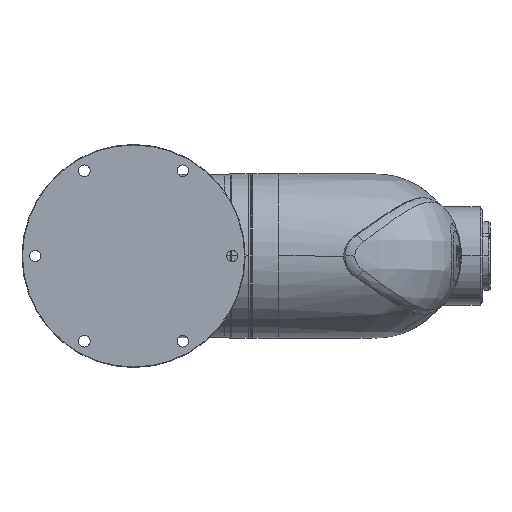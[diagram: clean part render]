
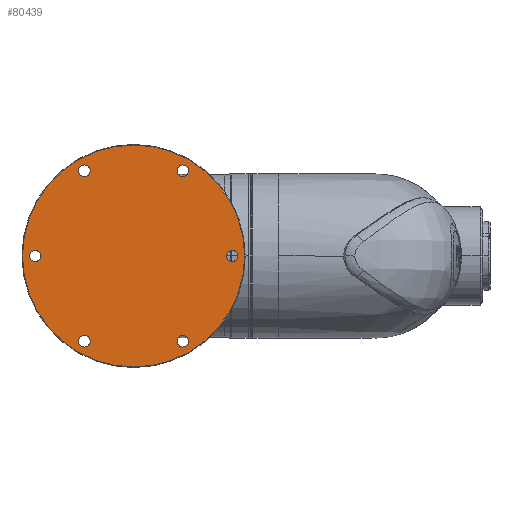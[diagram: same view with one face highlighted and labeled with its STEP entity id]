
A CAD part, front view. The second image highlights one B-rep face of the part: STEP entity #80439.
In plain terms, the highlighted planar face has unit normal (0, -1, 0).
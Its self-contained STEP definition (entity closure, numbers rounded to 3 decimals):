
#117 = VERTEX_POINT ( 'NONE', #72707 ) ;
#793 = VERTEX_POINT ( 'NONE', #8706 ) ;
#1146 = VERTEX_POINT ( 'NONE', #13455 ) ;
#1192 = CIRCLE ( 'NONE', #54228, 5.25 ) ;
#1531 = EDGE_CURVE ( 'NONE', #12374, #39735, #50641, .T. ) ;
#1873 = DIRECTION ( 'NONE',  ( 0., -1., 0. ) ) ;
#2290 = ORIENTED_EDGE ( 'NONE', *, *, #86971, .F. ) ;
#2575 = EDGE_CURVE ( 'NONE', #12670, #51728, #41798, .T. ) ;
#3485 = ORIENTED_EDGE ( 'NONE', *, *, #1531, .F. ) ;
#8270 = EDGE_CURVE ( 'NONE', #51728, #12670, #57364, .T. ) ;
#8706 = CARTESIAN_POINT ( 'NONE',  ( 45., 0., -72.692 ) ) ;
#9696 = DIRECTION ( 'NONE',  ( 0., -1., 0. ) ) ;
#12256 = CARTESIAN_POINT ( 'NONE',  ( -45., 0., -77.942 ) ) ;
#12374 = VERTEX_POINT ( 'NONE', #88235 ) ;
#12441 = CIRCLE ( 'NONE', #44315, 101.5 ) ;
#12670 = VERTEX_POINT ( 'NONE', #12759 ) ;
#12759 = CARTESIAN_POINT ( 'NONE',  ( -90., 0., -5.25 ) ) ;
#13455 = CARTESIAN_POINT ( 'NONE',  ( 90., 0., -5.25 ) ) ;
#14679 = VERTEX_POINT ( 'NONE', #68444 ) ;
#14822 = ORIENTED_EDGE ( 'NONE', *, *, #88379, .F. ) ;
#14846 = EDGE_LOOP ( 'NONE', ( #42902, #87855 ) ) ;
#16099 = CIRCLE ( 'NONE', #48013, 5.25 ) ;
#17522 = CIRCLE ( 'NONE', #63139, 5.25 ) ;
#18021 = DIRECTION ( 'NONE',  ( 0., -1., 0. ) ) ;
#18502 = CARTESIAN_POINT ( 'NONE',  ( -45., 0., 77.942 ) ) ;
#19145 = CARTESIAN_POINT ( 'NONE',  ( -90., 0., 5.25 ) ) ;
#20116 = CARTESIAN_POINT ( 'NONE',  ( -45., 0., -83.192 ) ) ;
#20157 = ORIENTED_EDGE ( 'NONE', *, *, #89909, .T. ) ;
#20486 = EDGE_CURVE ( 'NONE', #62623, #38387, #27680, .T. ) ;
#21129 = ORIENTED_EDGE ( 'NONE', *, *, #34373, .F. ) ;
#21292 = ORIENTED_EDGE ( 'NONE', *, *, #87043, .F. ) ;
#22524 = FACE_BOUND ( 'NONE', #83223, .T. ) ;
#23460 = EDGE_CURVE ( 'NONE', #38387, #62623, #92470, .T. ) ;
#23718 = DIRECTION ( 'NONE',  ( 0., -1., 0. ) ) ;
#24327 = CIRCLE ( 'NONE', #44009, 5.25 ) ;
#24396 = FACE_BOUND ( 'NONE', #74957, .T. ) ;
#24803 = DIRECTION ( 'NONE',  ( 0., -1., 0. ) ) ;
#25034 = CIRCLE ( 'NONE', #59950, 5.25 ) ;
#25147 = DIRECTION ( 'NONE',  ( 0., 0., 1. ) ) ;
#25165 = CARTESIAN_POINT ( 'NONE',  ( 45., 0., -77.942 ) ) ;
#25734 = CARTESIAN_POINT ( 'NONE',  ( 45., 0., 77.942 ) ) ;
#27680 = CIRCLE ( 'NONE', #30641, 5.25 ) ;
#28068 = AXIS2_PLACEMENT_3D ( 'NONE', #45600, #80727, #87811 ) ;
#29532 = CIRCLE ( 'NONE', #41727, 5.25 ) ;
#30641 = AXIS2_PLACEMENT_3D ( 'NONE', #12256, #89611, #83949 ) ;
#31479 = CARTESIAN_POINT ( 'NONE',  ( 0., 0., 0. ) ) ;
#31961 = DIRECTION ( 'NONE',  ( 0., -1., 0. ) ) ;
#32564 = EDGE_LOOP ( 'NONE', ( #3485, #21292 ) ) ;
#33783 = DIRECTION ( 'NONE',  ( 0., -1., 0. ) ) ;
#34373 = EDGE_CURVE ( 'NONE', #84627, #1146, #17522, .T. ) ;
#35385 = VERTEX_POINT ( 'NONE', #84502 ) ;
#35785 = EDGE_LOOP ( 'NONE', ( #2290, #44988 ) ) ;
#36581 = EDGE_CURVE ( 'NONE', #793, #14679, #1192, .T. ) ;
#38387 = VERTEX_POINT ( 'NONE', #81836 ) ;
#38415 = CARTESIAN_POINT ( 'NONE',  ( 45., 0., 77.942 ) ) ;
#38618 = PLANE ( 'NONE',  #67758 ) ;
#39735 = VERTEX_POINT ( 'NONE', #50912 ) ;
#40056 = DIRECTION ( 'NONE',  ( 0., 0., 1. ) ) ;
#40062 = VERTEX_POINT ( 'NONE', #60974 ) ;
#40420 = CIRCLE ( 'NONE', #90348, 101.5 ) ;
#40538 = CARTESIAN_POINT ( 'NONE',  ( 0., 0., 102. ) ) ;
#40815 = DIRECTION ( 'NONE',  ( 0., -1., 0. ) ) ;
#41727 = AXIS2_PLACEMENT_3D ( 'NONE', #87770, #1873, #44631 ) ;
#41798 = CIRCLE ( 'NONE', #28068, 5.25 ) ;
#42902 = ORIENTED_EDGE ( 'NONE', *, *, #2575, .F. ) ;
#43332 = ORIENTED_EDGE ( 'NONE', *, *, #20486, .F. ) ;
#43912 = EDGE_LOOP ( 'NONE', ( #14822, #47532 ) ) ;
#44009 = AXIS2_PLACEMENT_3D ( 'NONE', #18502, #40815, #25147 ) ;
#44315 = AXIS2_PLACEMENT_3D ( 'NONE', #31479, #31961, #53379 ) ;
#44631 = DIRECTION ( 'NONE',  ( 0., 0., -1. ) ) ;
#44988 = ORIENTED_EDGE ( 'NONE', *, *, #36581, .F. ) ;
#45301 = FACE_BOUND ( 'NONE', #43912, .T. ) ;
#45423 = VERTEX_POINT ( 'NONE', #79126 ) ;
#45600 = CARTESIAN_POINT ( 'NONE',  ( -90., 0., 0. ) ) ;
#45781 = CARTESIAN_POINT ( 'NONE',  ( -90., 0., 0. ) ) ;
#46306 = CIRCLE ( 'NONE', #52429, 5.25 ) ;
#47002 = DIRECTION ( 'NONE',  ( 0., -1., 0. ) ) ;
#47196 = CARTESIAN_POINT ( 'NONE',  ( 90., 0., 0. ) ) ;
#47532 = ORIENTED_EDGE ( 'NONE', *, *, #56934, .F. ) ;
#48013 = AXIS2_PLACEMENT_3D ( 'NONE', #47196, #57048, #64627 ) ;
#48597 = AXIS2_PLACEMENT_3D ( 'NONE', #58794, #87676, #51672 ) ;
#50641 = CIRCLE ( 'NONE', #59730, 5.25 ) ;
#50912 = CARTESIAN_POINT ( 'NONE',  ( 45., 0., 83.192 ) ) ;
#51672 = DIRECTION ( 'NONE',  ( -0.866, 0., -0.5 ) ) ;
#51728 = VERTEX_POINT ( 'NONE', #19145 ) ;
#51983 = FACE_BOUND ( 'NONE', #14846, .T. ) ;
#52008 = DIRECTION ( 'NONE',  ( -0.866, 0., 0.5 ) ) ;
#52429 = AXIS2_PLACEMENT_3D ( 'NONE', #68978, #33783, #55200 ) ;
#53379 = DIRECTION ( 'NONE',  ( 0., 0., 1. ) ) ;
#53381 = FACE_BOUND ( 'NONE', #35785, .T. ) ;
#54228 = AXIS2_PLACEMENT_3D ( 'NONE', #25165, #18021, #73620 ) ;
#55200 = DIRECTION ( 'NONE',  ( 0., 0., 1. ) ) ;
#55334 = ORIENTED_EDGE ( 'NONE', *, *, #89675, .F. ) ;
#56060 = ORIENTED_EDGE ( 'NONE', *, *, #72656, .T. ) ;
#56297 = CARTESIAN_POINT ( 'NONE',  ( 90., 0., 5.25 ) ) ;
#56934 = EDGE_CURVE ( 'NONE', #40062, #35385, #24327, .T. ) ;
#57048 = DIRECTION ( 'NONE',  ( 0., -1., 0. ) ) ;
#57364 = CIRCLE ( 'NONE', #77059, 5.25 ) ;
#58794 = CARTESIAN_POINT ( 'NONE',  ( -45., 0., -77.942 ) ) ;
#59730 = AXIS2_PLACEMENT_3D ( 'NONE', #25734, #24803, #90244 ) ;
#59950 = AXIS2_PLACEMENT_3D ( 'NONE', #38415, #23718, #74977 ) ;
#60974 = CARTESIAN_POINT ( 'NONE',  ( -45., 0., 83.192 ) ) ;
#62623 = VERTEX_POINT ( 'NONE', #20116 ) ;
#62839 = CARTESIAN_POINT ( 'NONE',  ( 90., 0., 0. ) ) ;
#63139 = AXIS2_PLACEMENT_3D ( 'NONE', #62839, #91692, #68538 ) ;
#64627 = DIRECTION ( 'NONE',  ( 0.866, 0., -0.5 ) ) ;
#67309 = EDGE_LOOP ( 'NONE', ( #56060, #20157 ) ) ;
#67758 = AXIS2_PLACEMENT_3D ( 'NONE', #40538, #82760, #40056 ) ;
#68444 = CARTESIAN_POINT ( 'NONE',  ( 45., 0., -83.192 ) ) ;
#68538 = DIRECTION ( 'NONE',  ( 0.866, 0., -0.5 ) ) ;
#68978 = CARTESIAN_POINT ( 'NONE',  ( -45., 0., 77.942 ) ) ;
#72656 = EDGE_CURVE ( 'NONE', #45423, #117, #12441, .T. ) ;
#72707 = CARTESIAN_POINT ( 'NONE',  ( 0., 0., -101.5 ) ) ;
#73620 = DIRECTION ( 'NONE',  ( 0., 0., -1. ) ) ;
#74732 = FACE_BOUND ( 'NONE', #32564, .T. ) ;
#74957 = EDGE_LOOP ( 'NONE', ( #43332, #92664 ) ) ;
#74977 = DIRECTION ( 'NONE',  ( 0.866, 0., 0.5 ) ) ;
#75963 = DIRECTION ( 'NONE',  ( 0., 0., 1. ) ) ;
#77059 = AXIS2_PLACEMENT_3D ( 'NONE', #45781, #9696, #52008 ) ;
#79126 = CARTESIAN_POINT ( 'NONE',  ( 0., 0., 101.5 ) ) ;
#80439 = ADVANCED_FACE ( 'NONE', ( #24396, #51983, #45301, #74732, #22524, #53381, #87977 ), #38618, .F. ) ;
#80727 = DIRECTION ( 'NONE',  ( 0., -1., 0. ) ) ;
#81836 = CARTESIAN_POINT ( 'NONE',  ( -45., 0., -72.692 ) ) ;
#82760 = DIRECTION ( 'NONE',  ( 0., 1., 0. ) ) ;
#83055 = CARTESIAN_POINT ( 'NONE',  ( 0., 0., 0. ) ) ;
#83223 = EDGE_LOOP ( 'NONE', ( #55334, #21129 ) ) ;
#83949 = DIRECTION ( 'NONE',  ( -0.866, 0., -0.5 ) ) ;
#84502 = CARTESIAN_POINT ( 'NONE',  ( -45., 0., 72.692 ) ) ;
#84627 = VERTEX_POINT ( 'NONE', #56297 ) ;
#86971 = EDGE_CURVE ( 'NONE', #14679, #793, #29532, .T. ) ;
#87043 = EDGE_CURVE ( 'NONE', #39735, #12374, #25034, .T. ) ;
#87676 = DIRECTION ( 'NONE',  ( 0., -1., 0. ) ) ;
#87770 = CARTESIAN_POINT ( 'NONE',  ( 45., 0., -77.942 ) ) ;
#87811 = DIRECTION ( 'NONE',  ( -0.866, 0., 0.5 ) ) ;
#87855 = ORIENTED_EDGE ( 'NONE', *, *, #8270, .F. ) ;
#87977 = FACE_OUTER_BOUND ( 'NONE', #67309, .T. ) ;
#88235 = CARTESIAN_POINT ( 'NONE',  ( 45., 0., 72.692 ) ) ;
#88379 = EDGE_CURVE ( 'NONE', #35385, #40062, #46306, .T. ) ;
#89611 = DIRECTION ( 'NONE',  ( 0., -1., 0. ) ) ;
#89675 = EDGE_CURVE ( 'NONE', #1146, #84627, #16099, .T. ) ;
#89909 = EDGE_CURVE ( 'NONE', #117, #45423, #40420, .T. ) ;
#90244 = DIRECTION ( 'NONE',  ( 0.866, 0., 0.5 ) ) ;
#90348 = AXIS2_PLACEMENT_3D ( 'NONE', #83055, #47002, #75963 ) ;
#91692 = DIRECTION ( 'NONE',  ( 0., -1., 0. ) ) ;
#92470 = CIRCLE ( 'NONE', #48597, 5.25 ) ;
#92664 = ORIENTED_EDGE ( 'NONE', *, *, #23460, .F. ) ;
